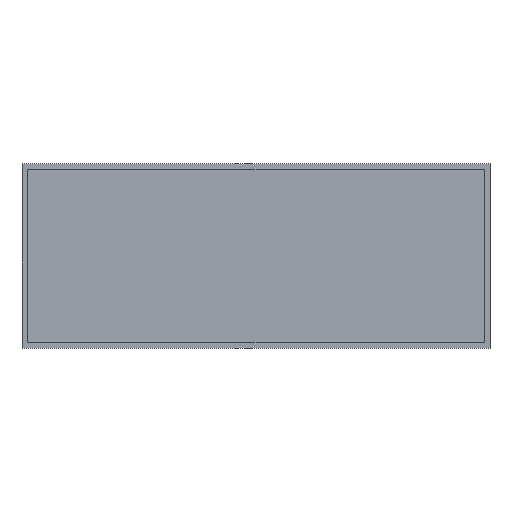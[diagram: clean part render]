
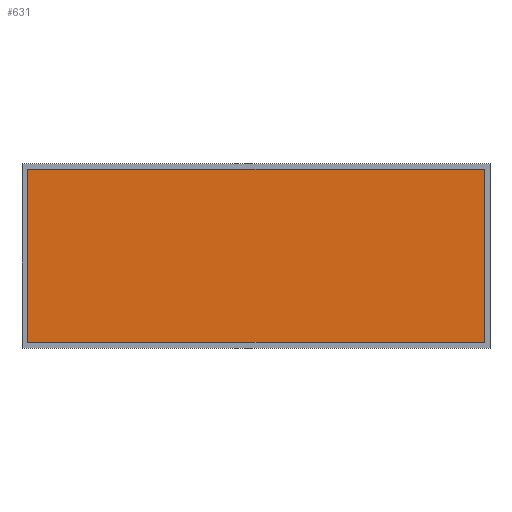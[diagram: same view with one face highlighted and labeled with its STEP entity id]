
A CAD part, top view. The second image highlights one B-rep face of the part: STEP entity #631.
In plain terms, the highlighted planar face has unit normal (0, 0, 1).
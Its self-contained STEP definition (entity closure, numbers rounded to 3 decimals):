
#3 = DIRECTION ( 'NONE',  ( 1., 0., 0. ) ) ;
#6 = DIRECTION ( 'NONE',  ( 0., 0., 1. ) ) ;
#8 = CARTESIAN_POINT ( 'NONE',  ( 0., 0., 3.08 ) ) ;
#23 = PLANE ( 'NONE',  #403 ) ;
#25 = DIRECTION ( 'NONE',  ( 0., 1., 0. ) ) ;
#31 = CARTESIAN_POINT ( 'NONE',  ( 16.1, 6.1, 3.08 ) ) ;
#32 = VERTEX_POINT ( 'NONE', #398 ) ;
#33 = CARTESIAN_POINT ( 'NONE',  ( -16.1, -6.1, 3.08 ) ) ;
#40 = EDGE_CURVE ( 'NONE', #383, #224, #211, .T. ) ;
#49 = DIRECTION ( 'NONE',  ( 0., -1., 0. ) ) ;
#54 = LINE ( 'NONE', #31, #528 ) ;
#55 = CARTESIAN_POINT ( 'NONE',  ( -16.1, 6.1, 3.08 ) ) ;
#67 = ORIENTED_EDGE ( 'NONE', *, *, #40, .T. ) ;
#110 = ORIENTED_EDGE ( 'NONE', *, *, #630, .T. ) ;
#133 = EDGE_CURVE ( 'NONE', #616, #32, #453, .T. ) ;
#186 = CARTESIAN_POINT ( 'NONE',  ( -16.1, 6.1, 3.08 ) ) ;
#211 = LINE ( 'NONE', #186, #666 ) ;
#224 = VERTEX_POINT ( 'NONE', #349 ) ;
#236 = CARTESIAN_POINT ( 'NONE',  ( 16.1, 6.1, 3.08 ) ) ;
#254 = ORIENTED_EDGE ( 'NONE', *, *, #534, .T. ) ;
#342 = DIRECTION ( 'NONE',  ( 1., 0., 0. ) ) ;
#348 = VECTOR ( 'NONE', #49, 1000. ) ;
#349 = CARTESIAN_POINT ( 'NONE',  ( -16.1, 6.1, 3.08 ) ) ;
#361 = ORIENTED_EDGE ( 'NONE', *, *, #133, .T. ) ;
#363 = CARTESIAN_POINT ( 'NONE',  ( -16.1, -6.1, 3.08 ) ) ;
#373 = VECTOR ( 'NONE', #342, 1000. ) ;
#383 = VERTEX_POINT ( 'NONE', #236 ) ;
#397 = DIRECTION ( 'NONE',  ( -1., 0., 0. ) ) ;
#398 = CARTESIAN_POINT ( 'NONE',  ( 16.1, -6.1, 3.08 ) ) ;
#403 = AXIS2_PLACEMENT_3D ( 'NONE', #8, #6, #3 ) ;
#433 = FACE_OUTER_BOUND ( 'NONE', #705, .T. ) ;
#453 = LINE ( 'NONE', #363, #373 ) ;
#528 = VECTOR ( 'NONE', #25, 1000. ) ;
#534 = EDGE_CURVE ( 'NONE', #224, #616, #609, .T. ) ;
#609 = LINE ( 'NONE', #55, #348 ) ;
#616 = VERTEX_POINT ( 'NONE', #33 ) ;
#630 = EDGE_CURVE ( 'NONE', #32, #383, #54, .T. ) ;
#631 = ADVANCED_FACE ( 'NONE', ( #433 ), #23, .T. ) ;
#666 = VECTOR ( 'NONE', #397, 1000. ) ;
#705 = EDGE_LOOP ( 'NONE', ( #110, #67, #254, #361 ) ) ;
